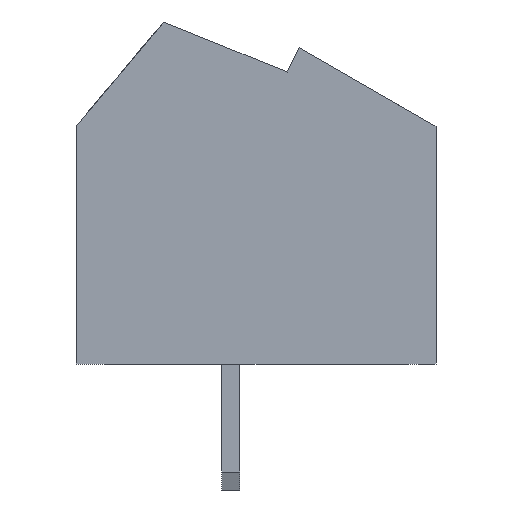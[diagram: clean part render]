
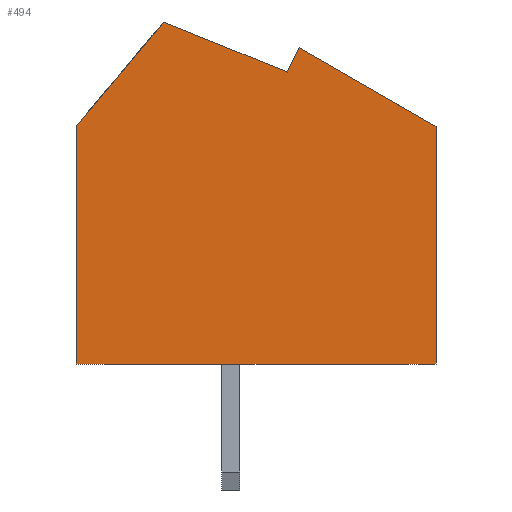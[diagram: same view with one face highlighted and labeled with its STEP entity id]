
A CAD part, left-side view. The second image highlights one B-rep face of the part: STEP entity #494.
In plain terms, the highlighted planar face has unit normal (-1, 0, 0).
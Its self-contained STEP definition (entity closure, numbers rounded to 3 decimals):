
#494 = ADVANCED_FACE( '', ( #1059 ), #1060, .F. );
#1059 = FACE_OUTER_BOUND( '', #1781, .T. );
#1060 = PLANE( '', #1782 );
#1781 = EDGE_LOOP( '', ( #2754, #2755, #2756, #2757, #2758, #2759, #2760 ) );
#1782 = AXIS2_PLACEMENT_3D( '', #2761, #2762, #2763 );
#2754 = ORIENTED_EDGE( '', *, *, #4679, .F. );
#2755 = ORIENTED_EDGE( '', *, *, #4680, .F. );
#2756 = ORIENTED_EDGE( '', *, *, #4681, .F. );
#2757 = ORIENTED_EDGE( '', *, *, #4682, .F. );
#2758 = ORIENTED_EDGE( '', *, *, #4683, .F. );
#2759 = ORIENTED_EDGE( '', *, *, #4684, .F. );
#2760 = ORIENTED_EDGE( '', *, *, #4685, .F. );
#2761 = CARTESIAN_POINT( '', ( -5.715, 0., 0. ) );
#2762 = DIRECTION( '', ( 1., 0., 0. ) );
#2763 = DIRECTION( '', ( 0., 0., -1. ) );
#4679 = EDGE_CURVE( '', #5687, #5688, #5689, .T. );
#4680 = EDGE_CURVE( '', #5690, #5687, #5691, .T. );
#4681 = EDGE_CURVE( '', #5692, #5690, #5693, .T. );
#4682 = EDGE_CURVE( '', #5694, #5692, #5695, .T. );
#4683 = EDGE_CURVE( '', #5696, #5694, #5697, .T. );
#4684 = EDGE_CURVE( '', #5698, #5696, #5699, .T. );
#4685 = EDGE_CURVE( '', #5688, #5698, #5700, .T. );
#5687 = VERTEX_POINT( '', #7096 );
#5688 = VERTEX_POINT( '', #7097 );
#5689 = LINE( '', #7098, #7099 );
#5690 = VERTEX_POINT( '', #7100 );
#5691 = LINE( '', #7101, #7102 );
#5692 = VERTEX_POINT( '', #7103 );
#5693 = LINE( '', #7104, #7105 );
#5694 = VERTEX_POINT( '', #7106 );
#5695 = LINE( '', #7107, #7108 );
#5696 = VERTEX_POINT( '', #7109 );
#5697 = LINE( '', #7110, #7111 );
#5698 = VERTEX_POINT( '', #7112 );
#5699 = LINE( '', #7113, #7114 );
#5700 = LINE( '', #7115, #7116 );
#7096 = CARTESIAN_POINT( '', ( -5.715, 5., -3.3 ) );
#7097 = CARTESIAN_POINT( '', ( -5.715, 5., 3.3 ) );
#7098 = CARTESIAN_POINT( '', ( -5.715, 5., -3.3 ) );
#7099 = VECTOR( '', #8471, 1000. );
#7100 = CARTESIAN_POINT( '', ( -5.715, -5., -3.3 ) );
#7101 = CARTESIAN_POINT( '', ( -5.715, 5., -3.3 ) );
#7102 = VECTOR( '', #8472, 1000. );
#7103 = CARTESIAN_POINT( '', ( -5.715, -5., 3.3 ) );
#7104 = CARTESIAN_POINT( '', ( -5.715, -5., 3.3 ) );
#7105 = VECTOR( '', #8473, 1000. );
#7106 = CARTESIAN_POINT( '', ( -5.715, -1.199, 5.483 ) );
#7107 = CARTESIAN_POINT( '', ( -5.715, -1.199, 5.483 ) );
#7108 = VECTOR( '', #8474, 1000. );
#7109 = CARTESIAN_POINT( '', ( -5.715, -0.867, 4.811 ) );
#7110 = CARTESIAN_POINT( '', ( -5.715, -0.867, 4.811 ) );
#7111 = VECTOR( '', #8475, 1000. );
#7112 = CARTESIAN_POINT( '', ( -5.715, 2.566, 6.2 ) );
#7113 = CARTESIAN_POINT( '', ( -5.715, 2.566, 6.2 ) );
#7114 = VECTOR( '', #8476, 1000. );
#7115 = CARTESIAN_POINT( '', ( -5.715, 5., 3.3 ) );
#7116 = VECTOR( '', #8477, 1000. );
#8471 = DIRECTION( '', ( 0., 0., 1. ) );
#8472 = DIRECTION( '', ( 0., 1., 0. ) );
#8473 = DIRECTION( '', ( 0., 0., -1. ) );
#8474 = DIRECTION( '', ( 0., -0.867, -0.498 ) );
#8475 = DIRECTION( '', ( 0., -0.443, 0.897 ) );
#8476 = DIRECTION( '', ( 0., -0.927, -0.375 ) );
#8477 = DIRECTION( '', ( 0., -0.643, 0.766 ) );
